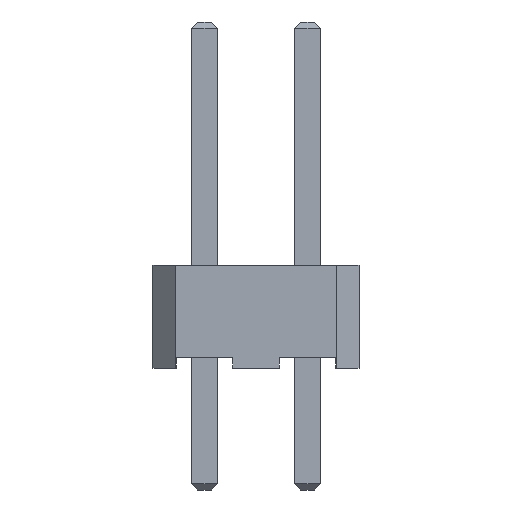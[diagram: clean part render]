
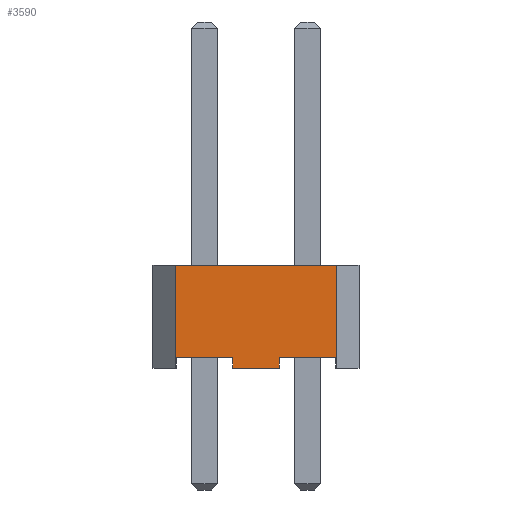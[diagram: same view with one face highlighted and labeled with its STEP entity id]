
A CAD part, left-side view. The second image highlights one B-rep face of the part: STEP entity #3590.
In plain terms, the highlighted planar face has unit normal (-1, 0, 0).
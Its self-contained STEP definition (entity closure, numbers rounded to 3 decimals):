
#248=FACE_OUTER_BOUND('',#466,.T.);
#466=EDGE_LOOP('',(#3107,#3108,#3109,#3110,#3111,#3112,#3113,#3114,#3115,
#3116,#3117,#3118));
#828=LINE('',#5498,#1308);
#831=LINE('',#5503,#1311);
#851=LINE('',#5543,#1331);
#873=LINE('',#5588,#1353);
#895=LINE('',#5632,#1375);
#897=LINE('',#5635,#1377);
#898=LINE('',#5638,#1378);
#901=LINE('',#5644,#1381);
#921=LINE('',#5683,#1401);
#922=LINE('',#5685,#1402);
#943=LINE('',#5725,#1423);
#950=LINE('',#5738,#1430);
#1308=VECTOR('',#4542,10.);
#1311=VECTOR('',#4547,10.);
#1331=VECTOR('',#4569,10.);
#1353=VECTOR('',#4595,10.);
#1375=VECTOR('',#4621,10.);
#1377=VECTOR('',#4625,10.);
#1378=VECTOR('',#4628,10.);
#1381=VECTOR('',#4633,10.);
#1401=VECTOR('',#4655,10.);
#1402=VECTOR('',#4658,10.);
#1423=VECTOR('',#4717,10.);
#1430=VECTOR('',#4736,10.);
#1643=VERTEX_POINT('',#5495);
#1644=VERTEX_POINT('',#5497);
#1645=VERTEX_POINT('',#5501);
#1664=VERTEX_POINT('',#5541);
#1684=VERTEX_POINT('',#5585);
#1685=VERTEX_POINT('',#5587);
#1704=VERTEX_POINT('',#5629);
#1705=VERTEX_POINT('',#5631);
#1706=VERTEX_POINT('',#5637);
#1707=VERTEX_POINT('',#5641);
#1708=VERTEX_POINT('',#5643);
#1726=VERTEX_POINT('',#5681);
#2076=EDGE_CURVE('',#1644,#1643,#828,.T.);
#2079=EDGE_CURVE('',#1645,#1643,#831,.T.);
#2099=EDGE_CURVE('',#1664,#1645,#851,.T.);
#2121=EDGE_CURVE('',#1684,#1685,#873,.T.);
#2143=EDGE_CURVE('',#1704,#1705,#895,.T.);
#2145=EDGE_CURVE('',#1644,#1704,#897,.T.);
#2146=EDGE_CURVE('',#1705,#1706,#898,.T.);
#2149=EDGE_CURVE('',#1707,#1708,#901,.T.);
#2169=EDGE_CURVE('',#1726,#1707,#921,.T.);
#2170=EDGE_CURVE('',#1726,#1706,#922,.T.);
#2191=EDGE_CURVE('',#1708,#1684,#943,.T.);
#2198=EDGE_CURVE('',#1685,#1664,#950,.T.);
#3107=ORIENTED_EDGE('',*,*,#2121,.F.);
#3108=ORIENTED_EDGE('',*,*,#2191,.F.);
#3109=ORIENTED_EDGE('',*,*,#2149,.F.);
#3110=ORIENTED_EDGE('',*,*,#2169,.F.);
#3111=ORIENTED_EDGE('',*,*,#2170,.T.);
#3112=ORIENTED_EDGE('',*,*,#2146,.F.);
#3113=ORIENTED_EDGE('',*,*,#2143,.F.);
#3114=ORIENTED_EDGE('',*,*,#2145,.F.);
#3115=ORIENTED_EDGE('',*,*,#2076,.T.);
#3116=ORIENTED_EDGE('',*,*,#2079,.F.);
#3117=ORIENTED_EDGE('',*,*,#2099,.F.);
#3118=ORIENTED_EDGE('',*,*,#2198,.F.);
#3372=PLANE('',#3835);
#3590=ADVANCED_FACE('',(#248),#3372,.T.);
#3835=AXIS2_PLACEMENT_3D('',#5737,#4734,#4735);
#4542=DIRECTION('',(0.,-1.,0.));
#4547=DIRECTION('',(0.,0.,1.));
#4569=DIRECTION('',(0.,1.,0.));
#4595=DIRECTION('',(0.,-1.,0.));
#4621=DIRECTION('',(0.,1.,0.));
#4625=DIRECTION('',(0.,0.,-1.));
#4628=DIRECTION('',(0.,0.,1.));
#4633=DIRECTION('',(0.,1.,0.));
#4655=DIRECTION('',(0.,0.,-1.));
#4658=DIRECTION('',(0.,-1.,0.));
#4717=DIRECTION('',(0.,0.,1.));
#4734=DIRECTION('center_axis',(-1.,0.,0.));
#4735=DIRECTION('ref_axis',(0.,-1.,0.));
#4736=DIRECTION('',(0.,0.,-1.));
#5495=CARTESIAN_POINT('',(-7.62,-1.97,0.32));
#5497=CARTESIAN_POINT('',(-7.62,-0.57,0.32));
#5498=CARTESIAN_POINT('',(-7.62,-1.135,0.32));
#5501=CARTESIAN_POINT('',(-7.62,-1.97,0.05));
#5503=CARTESIAN_POINT('',(-7.62,-1.97,1.32));
#5541=CARTESIAN_POINT('',(-7.62,-1.987,0.05));
#5543=CARTESIAN_POINT('',(-7.62,-1.159,0.05));
#5585=CARTESIAN_POINT('',(-7.62,1.987,2.59));
#5587=CARTESIAN_POINT('',(-7.62,-1.987,2.59));
#5588=CARTESIAN_POINT('',(-7.62,0.,2.59));
#5629=CARTESIAN_POINT('',(-7.62,-0.57,0.05));
#5631=CARTESIAN_POINT('',(-7.62,0.57,0.05));
#5632=CARTESIAN_POINT('',(-7.62,-0.817,0.05));
#5635=CARTESIAN_POINT('',(-7.62,-0.57,1.455));
#5637=CARTESIAN_POINT('',(-7.62,0.57,0.32));
#5638=CARTESIAN_POINT('',(-7.62,0.57,1.32));
#5641=CARTESIAN_POINT('',(-7.62,1.97,0.05));
#5643=CARTESIAN_POINT('',(-7.62,1.987,0.05));
#5644=CARTESIAN_POINT('',(-7.62,1.723,0.05));
#5681=CARTESIAN_POINT('',(-7.62,1.97,0.32));
#5683=CARTESIAN_POINT('',(-7.62,1.97,1.455));
#5685=CARTESIAN_POINT('',(-7.62,1.405,0.32));
#5725=CARTESIAN_POINT('',(-7.62,1.987,0.05));
#5737=CARTESIAN_POINT('Origin',(-7.62,0.,
0.05));
#5738=CARTESIAN_POINT('',(-7.62,-1.987,0.05));
